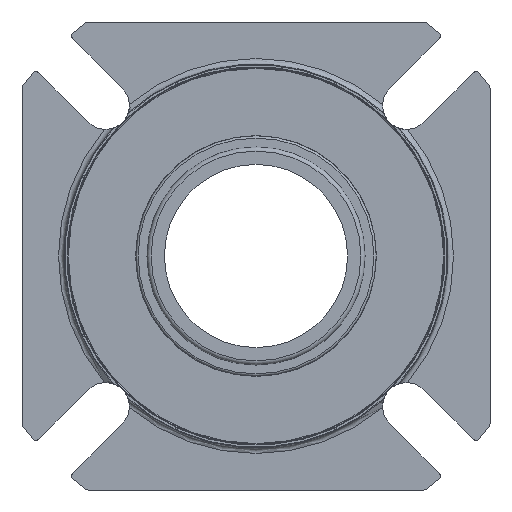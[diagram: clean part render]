
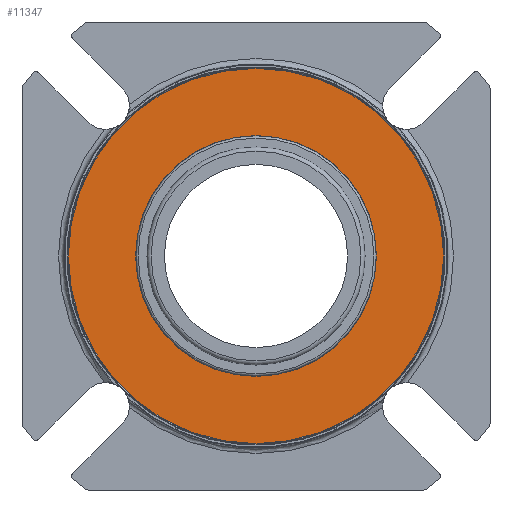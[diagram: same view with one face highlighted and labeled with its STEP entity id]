
A CAD part, left-side view. The second image highlights one B-rep face of the part: STEP entity #11347.
In plain terms, the highlighted planar face has unit normal (-1, 0, 0).
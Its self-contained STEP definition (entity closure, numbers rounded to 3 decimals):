
#1557=PLANE('',#12200);
#3833=ORIENTED_EDGE('',*,*,#4985,.F.);
#3834=ORIENTED_EDGE('',*,*,#4986,.T.);
#4985=EDGE_CURVE('',#5721,#5721,#6132,.T.);
#4986=EDGE_CURVE('',#5722,#5722,#6133,.T.);
#5721=VERTEX_POINT('',#20074);
#5722=VERTEX_POINT('',#20077);
#6132=CIRCLE('',#12199,43.815);
#6133=CIRCLE('',#12201,68.263);
#6714=EDGE_LOOP('',(#3833));
#6715=EDGE_LOOP('',(#3834));
#7305=FACE_BOUND('',#6714,.T.);
#7306=FACE_BOUND('',#6715,.T.);
#11347=ADVANCED_FACE('',(#7305,#7306),#1557,.T.);
#12199=AXIS2_PLACEMENT_3D('',#20073,#14353,#14354);
#12200=AXIS2_PLACEMENT_3D('',#20075,#14355,#14356);
#12201=AXIS2_PLACEMENT_3D('',#20076,#14357,#14358);
#14353=DIRECTION('',(-1.,0.,0.));
#14354=DIRECTION('',(0.,-1.,0.));
#14355=DIRECTION('',(-1.,0.,0.));
#14356=DIRECTION('',(0.,0.,-1.));
#14357=DIRECTION('',(-1.,0.,0.));
#14358=DIRECTION('',(0.,0.,-1.));
#20073=CARTESIAN_POINT('',(-0.508,0.,0.));
#20074=CARTESIAN_POINT('',(-0.508,-43.815,0.));
#20075=CARTESIAN_POINT('',(-0.508,0.,-58.738));
#20076=CARTESIAN_POINT('',(-0.508,0.,0.));
#20077=CARTESIAN_POINT('',(-0.508,0.,-68.263));
